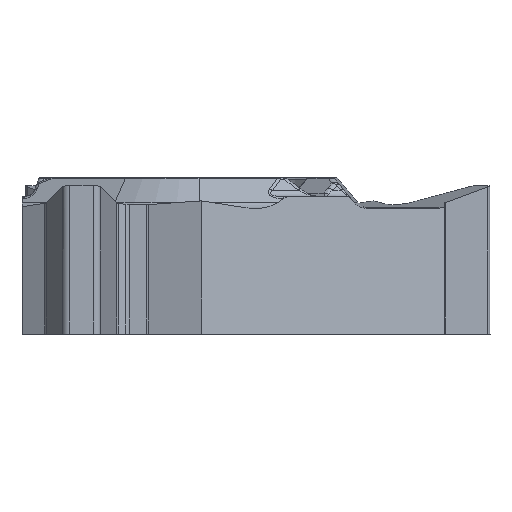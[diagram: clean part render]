
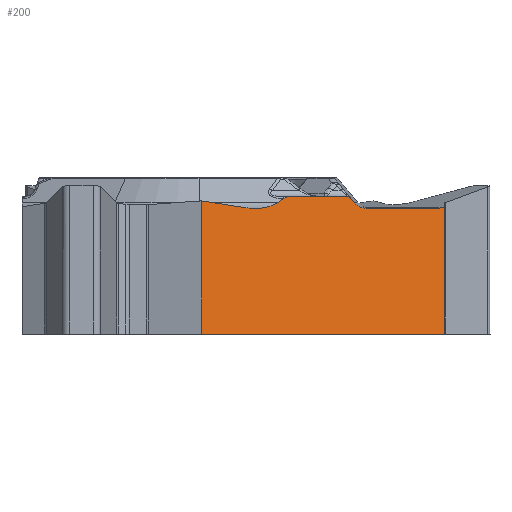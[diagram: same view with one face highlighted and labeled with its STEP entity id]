
A CAD part, front view. The second image highlights one B-rep face of the part: STEP entity #200.
In plain terms, the highlighted planar face has unit normal (0.5, -0.866, 0).
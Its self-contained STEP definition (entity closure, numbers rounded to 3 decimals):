
#200=ADVANCED_FACE('',(#457),#404,.F.);
#404=PLANE('',#3443);
#457=FACE_OUTER_BOUND('',#655,.T.);
#655=EDGE_LOOP('',(#1113,#1114,#1115,#1116,#1117,#1118,#1119,#1120,#1121,
#1122,#1123,#1124,#1125,#1126,#1127,#1128));
#873=ELLIPSE('',#3438,0.489,0.415);
#874=ELLIPSE('',#3439,0.177,0.15);
#875=ELLIPSE('',#3440,0.3,0.15);
#876=ELLIPSE('',#3441,0.83,0.415);
#877=ELLIPSE('',#3442,0.83,0.415);
#946=CIRCLE('',#3437,0.415);
#1113=ORIENTED_EDGE('',*,*,#2415,.T.);
#1114=ORIENTED_EDGE('',*,*,#2416,.T.);
#1115=ORIENTED_EDGE('',*,*,#2417,.T.);
#1116=ORIENTED_EDGE('',*,*,#2418,.T.);
#1117=ORIENTED_EDGE('',*,*,#2419,.F.);
#1118=ORIENTED_EDGE('',*,*,#2420,.T.);
#1119=ORIENTED_EDGE('',*,*,#2421,.F.);
#1120=ORIENTED_EDGE('',*,*,#2422,.F.);
#1121=ORIENTED_EDGE('',*,*,#2423,.T.);
#1122=ORIENTED_EDGE('',*,*,#2424,.F.);
#1123=ORIENTED_EDGE('',*,*,#2425,.F.);
#1124=ORIENTED_EDGE('',*,*,#2426,.T.);
#1125=ORIENTED_EDGE('',*,*,#2427,.F.);
#1126=ORIENTED_EDGE('',*,*,#2428,.T.);
#1127=ORIENTED_EDGE('',*,*,#2429,.T.);
#1128=ORIENTED_EDGE('',*,*,#2430,.T.);
#2113=VERTEX_POINT('',#5205);
#2114=VERTEX_POINT('',#5206);
#2115=VERTEX_POINT('',#5208);
#2116=VERTEX_POINT('',#5210);
#2117=VERTEX_POINT('',#5212);
#2118=VERTEX_POINT('',#5214);
#2119=VERTEX_POINT('',#5216);
#2120=VERTEX_POINT('',#5218);
#2121=VERTEX_POINT('',#5220);
#2122=VERTEX_POINT('',#5222);
#2123=VERTEX_POINT('',#5224);
#2124=VERTEX_POINT('',#5226);
#2125=VERTEX_POINT('',#5228);
#2126=VERTEX_POINT('',#5230);
#2127=VERTEX_POINT('',#5232);
#2128=VERTEX_POINT('',#5234);
#2415=EDGE_CURVE('',#2113,#2114,#2903,.T.);
#2416=EDGE_CURVE('',#2114,#2115,#2904,.T.);
#2417=EDGE_CURVE('',#2115,#2116,#2905,.T.);
#2418=EDGE_CURVE('',#2116,#2117,#946,.T.);
#2419=EDGE_CURVE('',#2118,#2117,#2906,.T.);
#2420=EDGE_CURVE('',#2118,#2119,#873,.T.);
#2421=EDGE_CURVE('',#2120,#2119,#2907,.T.);
#2422=EDGE_CURVE('',#2121,#2120,#874,.T.);
#2423=EDGE_CURVE('',#2121,#2122,#2908,.T.);
#2424=EDGE_CURVE('',#2123,#2122,#875,.T.);
#2425=EDGE_CURVE('',#2124,#2123,#2909,.T.);
#2426=EDGE_CURVE('',#2124,#2125,#876,.T.);
#2427=EDGE_CURVE('',#2126,#2125,#2910,.T.);
#2428=EDGE_CURVE('',#2126,#2127,#877,.T.);
#2429=EDGE_CURVE('',#2127,#2128,#2911,.T.);
#2430=EDGE_CURVE('',#2128,#2113,#2912,.T.);
#2903=LINE('',#5204,#3131);
#2904=LINE('',#5207,#3132);
#2905=LINE('',#5209,#3133);
#2906=LINE('',#5213,#3134);
#2907=LINE('',#5217,#3135);
#2908=LINE('',#5221,#3136);
#2909=LINE('',#5225,#3137);
#2910=LINE('',#5229,#3138);
#2911=LINE('',#5233,#3139);
#2912=LINE('',#5235,#3140);
#3131=VECTOR('',#3848,1.);
#3132=VECTOR('',#3849,1.);
#3133=VECTOR('',#3850,1.);
#3134=VECTOR('',#3853,1.);
#3135=VECTOR('',#3856,1.);
#3136=VECTOR('',#3859,1.);
#3137=VECTOR('',#3862,1.);
#3138=VECTOR('',#3865,1.);
#3139=VECTOR('',#3868,1.);
#3140=VECTOR('',#3869,1.);
#3437=AXIS2_PLACEMENT_3D('',#5211,#3851,#3852);
#3438=AXIS2_PLACEMENT_3D('',#5215,#3854,#3855);
#3439=AXIS2_PLACEMENT_3D('',#5219,#3857,#3858);
#3440=AXIS2_PLACEMENT_3D('',#5223,#3860,#3861);
#3441=AXIS2_PLACEMENT_3D('',#5227,#3863,#3864);
#3442=AXIS2_PLACEMENT_3D('',#5231,#3866,#3867);
#3443=AXIS2_PLACEMENT_3D('',#5236,#3870,#3871);
#3848=DIRECTION('',(0.866,0.5,0.));
#3849=DIRECTION('',(0.,0.,1.));
#3850=DIRECTION('',(-0.837,-0.483,-0.259));
#3851=DIRECTION('',(-0.5,0.866,0.));
#3852=DIRECTION('',(-0.866,-0.5,0.));
#3853=DIRECTION('',(0.866,0.5,0.));
#3854=DIRECTION('',(-0.5,0.866,0.));
#3855=DIRECTION('',(-0.866,-0.5,0.));
#3856=DIRECTION('',(0.609,0.352,-0.711));
#3857=DIRECTION('',(-0.5,0.866,0.));
#3858=DIRECTION('',(0.866,0.5,0.));
#3859=DIRECTION('',(-0.866,-0.5,0.));
#3860=DIRECTION('',(-0.5,0.866,0.));
#3861=DIRECTION('',(-0.866,-0.5,0.));
#3862=DIRECTION('',(0.744,0.43,0.512));
#3863=DIRECTION('',(-0.5,0.866,0.));
#3864=DIRECTION('',(-0.866,-0.5,0.));
#3865=DIRECTION('',(0.866,0.5,0.));
#3866=DIRECTION('',(-0.5,0.866,0.));
#3867=DIRECTION('',(0.866,0.5,0.));
#3868=DIRECTION('',(-0.858,-0.496,0.133));
#3869=DIRECTION('',(0.,0.,-1.));
#3870=DIRECTION('',(-0.5,0.866,0.));
#3871=DIRECTION('',(-0.866,-0.5,0.));
#5204=CARTESIAN_POINT('',(8.733,-0.457,-3.97));
#5205=CARTESIAN_POINT('',(0.073,-5.457,-3.97));
#5206=CARTESIAN_POINT('',(6.604,-1.686,-3.97));
#5207=CARTESIAN_POINT('',(6.604,-1.686,0.));
#5208=CARTESIAN_POINT('',(6.604,-1.686,-0.542));
#5209=CARTESIAN_POINT('',(-3.145,-7.315,-3.559));
#5210=CARTESIAN_POINT('',(6.512,-1.74,-0.571));
#5211=CARTESIAN_POINT('',(6.419,-1.793,-0.17));
#5212=CARTESIAN_POINT('',(6.419,-1.793,-0.585));
#5213=CARTESIAN_POINT('',(-3.971,-7.792,-0.585));
#5214=CARTESIAN_POINT('',(4.499,-2.902,-0.585));
#5215=CARTESIAN_POINT('',(4.499,-2.902,-0.17));
#5216=CARTESIAN_POINT('',(4.174,-3.089,-0.437));
#5217=CARTESIAN_POINT('',(-0.044,-5.525,4.486));
#5218=CARTESIAN_POINT('',(4.077,-3.145,-0.324));
#5219=CARTESIAN_POINT('',(3.96,-3.213,-0.42));
#5220=CARTESIAN_POINT('',(3.96,-3.213,-0.27));
#5221=CARTESIAN_POINT('',(-3.971,-7.792,-0.27));
#5222=CARTESIAN_POINT('',(2.476,-4.07,-0.27));
#5223=CARTESIAN_POINT('',(2.476,-4.07,-0.42));
#5224=CARTESIAN_POINT('',(2.277,-4.185,-0.324));
#5225=CARTESIAN_POINT('',(7.165,-1.363,3.039));
#5226=CARTESIAN_POINT('',(2.113,-4.279,-0.437));
#5227=CARTESIAN_POINT('',(1.562,-4.597,-0.17));
#5228=CARTESIAN_POINT('',(1.562,-4.597,-0.585));
#5229=CARTESIAN_POINT('',(8.733,-0.457,-0.585));
#5230=CARTESIAN_POINT('',(1.45,-4.662,-0.585));
#5231=CARTESIAN_POINT('',(1.45,-4.662,-0.17));
#5232=CARTESIAN_POINT('',(1.264,-4.77,-0.571));
#5233=CARTESIAN_POINT('',(8.537,-0.571,-1.696));
#5234=CARTESIAN_POINT('',(0.073,-5.457,-0.387));
#5235=CARTESIAN_POINT('',(0.073,-5.457,0.));
#5236=CARTESIAN_POINT('',(8.733,-0.457,0.));
